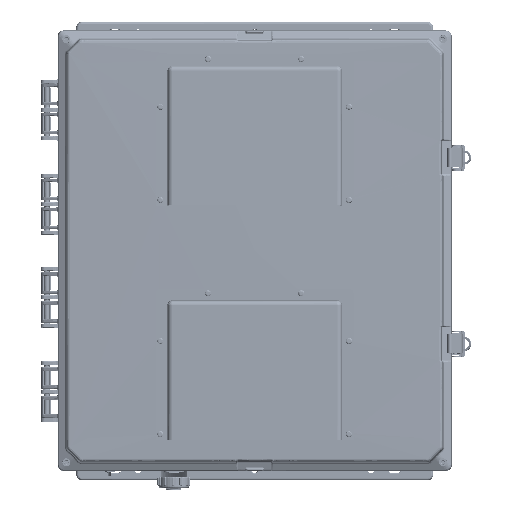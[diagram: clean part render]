
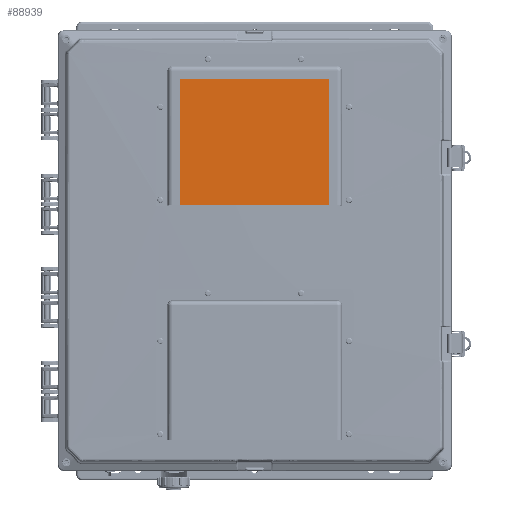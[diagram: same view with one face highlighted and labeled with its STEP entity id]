
A CAD part, top view. The second image highlights one B-rep face of the part: STEP entity #88939.
In plain terms, the highlighted face is planar.
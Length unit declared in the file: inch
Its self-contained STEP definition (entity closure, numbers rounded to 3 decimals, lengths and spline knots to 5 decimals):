
#1853 = CARTESIAN_POINT ( 'NONE',  ( 3.18618, -1.095, -5.8 ) ) ;
#10244 = FACE_OUTER_BOUND ( 'NONE', #110945, .T. ) ;
#25107 = VERTEX_POINT ( 'NONE', #215989 ) ;
#33397 = VERTEX_POINT ( 'NONE', #86915 ) ;
#42073 = EDGE_CURVE ( 'NONE', #33397, #244997, #284818, .T. ) ;
#55262 = VECTOR ( 'NONE', #144212, 39.37008 ) ;
#55973 = DIRECTION ( 'NONE',  ( -1., 0., 0. ) ) ;
#62808 = PLANE ( 'NONE',  #181273 ) ;
#69687 = DIRECTION ( 'NONE',  ( 0., 0., 1. ) ) ;
#73287 = CARTESIAN_POINT ( 'NONE',  ( -3.18618, -1.095, 0.08272 ) ) ;
#82624 = CARTESIAN_POINT ( 'NONE',  ( 3.18618, -1.095, -0.01728 ) ) ;
#86915 = CARTESIAN_POINT ( 'NONE',  ( 3.18618, -1.095, -5.43618 ) ) ;
#88939 = ADVANCED_FACE ( 'NONE', ( #10244 ), #62808, .F. ) ;
#91878 = LINE ( 'NONE', #73287, #191731 ) ;
#100958 = CARTESIAN_POINT ( 'NONE',  ( -3.18618, -1.095, -5.43618 ) ) ;
#108265 = VERTEX_POINT ( 'NONE', #180577 ) ;
#109244 = ORIENTED_EDGE ( 'NONE', *, *, #205556, .F. ) ;
#110945 = EDGE_LOOP ( 'NONE', ( #212965, #207357, #213037, #109244 ) ) ;
#116026 = LINE ( 'NONE', #168016, #55262 ) ;
#126994 = EDGE_CURVE ( 'NONE', #25107, #244997, #116026, .T. ) ;
#128751 = DIRECTION ( 'NONE',  ( 0., 1., 0. ) ) ;
#144212 = DIRECTION ( 'NONE',  ( 1., 0., 0. ) ) ;
#145975 = VECTOR ( 'NONE', #69687, 39.37008 ) ;
#151687 = DIRECTION ( 'NONE',  ( 0., 0., 1. ) ) ;
#154341 = VECTOR ( 'NONE', #55973, 39.37008 ) ;
#168016 = CARTESIAN_POINT ( 'NONE',  ( 3.55, -1.095, -0.01728 ) ) ;
#180577 = CARTESIAN_POINT ( 'NONE',  ( -3.18618, -1.095, -5.43618 ) ) ;
#181273 = AXIS2_PLACEMENT_3D ( 'NONE', #265206, #128751, #151687 ) ;
#187019 = DIRECTION ( 'NONE',  ( 0., 0., 1. ) ) ;
#191578 = EDGE_CURVE ( 'NONE', #33397, #108265, #268353, .T. ) ;
#191731 = VECTOR ( 'NONE', #187019, 39.37008 ) ;
#205556 = EDGE_CURVE ( 'NONE', #108265, #25107, #91878, .T. ) ;
#207357 = ORIENTED_EDGE ( 'NONE', *, *, #42073, .T. ) ;
#212965 = ORIENTED_EDGE ( 'NONE', *, *, #191578, .F. ) ;
#213037 = ORIENTED_EDGE ( 'NONE', *, *, #126994, .F. ) ;
#215989 = CARTESIAN_POINT ( 'NONE',  ( -3.18618, -1.095, -0.01728 ) ) ;
#244997 = VERTEX_POINT ( 'NONE', #82624 ) ;
#265206 = CARTESIAN_POINT ( 'NONE',  ( 3.55, -1.095, -5.8 ) ) ;
#268353 = LINE ( 'NONE', #100958, #154341 ) ;
#284818 = LINE ( 'NONE', #1853, #145975 ) ;
